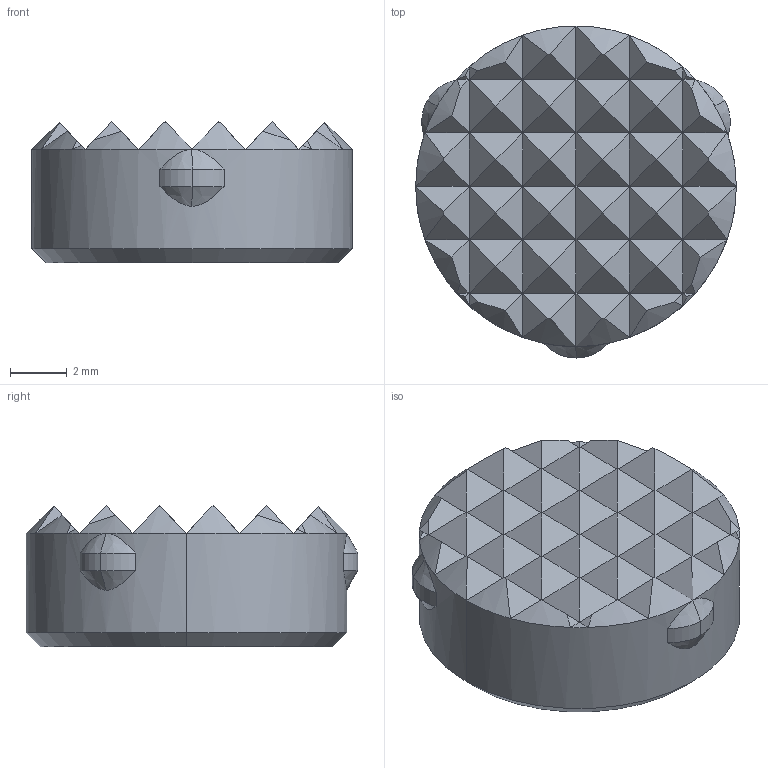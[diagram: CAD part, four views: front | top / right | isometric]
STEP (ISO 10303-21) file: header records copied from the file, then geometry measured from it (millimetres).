
FILE_DESCRIPTION(('STEP AP214'),'1');
FILE_NAME('HALDERN_EH_22620_0611.stp','2017-07-04T09:14:39',('TraceParts'),('TraceParts S.A.'),'Spatial InterOp 3D',' ',' ');
FILE_SCHEMA(('automotive_design'));
Length unit declared in the file: millimetre
Products named in the file (1): HALDERN_EH_22620_0611
Bounding box: 11.3 x 11.7 x 5 mm (x, y, z)
Volume: 430.4 mm3; surface area: 379.9 mm2
Topology: 1 solids, 1 shells, 163 faces, 297 edges, 130 vertices
Faces by surface type: plane 121, cone 34, cylinder 8
Entity records: 5005 total; most frequent: CARTESIAN_POINT 793, DIRECTION 583, ORIENTED_EDGE 570, EDGE_CURVE 285, AXIS2_PLACEMENT_3D 202, LINE 179, VECTOR 179, STYLED_ITEM 164
